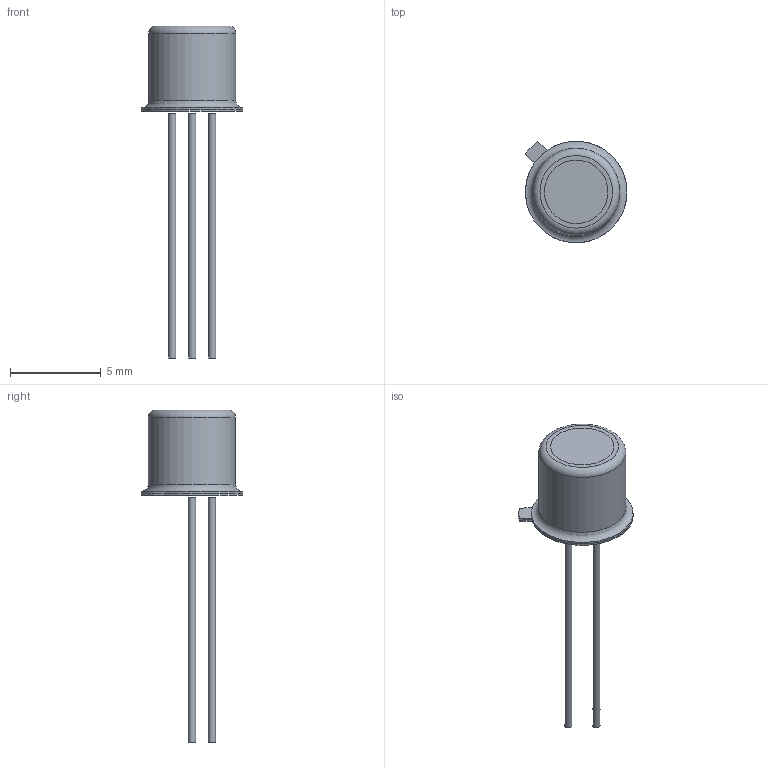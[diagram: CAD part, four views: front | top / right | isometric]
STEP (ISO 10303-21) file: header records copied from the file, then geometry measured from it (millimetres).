
FILE_DESCRIPTION(/* description */ (''),/* implementation_level */ '2;1');
FILE_NAME(/* name */ 'AL137_NEW.step',/* time_stamp */ '2021-08-20T17:08:17+03:00',/* author */ (''),/* organization */ (''),/* preprocessor_version */ 'ST-DEVELOPER v18.1',/* originating_system */ 'Autodesk Translation Framework v10.9.0.1377',/* authorisation */ '');
FILE_SCHEMA (('AUTOMOTIVE_DESIGN { 1 0 10303 214 3 1 1 }'));
Length unit declared in the file: millimetre
Products named in the file (1): AL137_NEW
Bounding box: 5.62 x 5.59 x 18.3 mm (x, y, z)
Volume: 57.9 mm3; surface area: 288.4 mm2
Topology: 7 solids, 7 shells, 35 faces, 59 edges, 39 vertices
Faces by surface type: plane 21, cylinder 12, torus 2
Full cylindrical faces by diameter (mm): 0.4 x3, 3.5 x2, 4.8 x1
Entity records: 889 total; most frequent: DIRECTION 158, CARTESIAN_POINT 152, ORIENTED_EDGE 118, AXIS2_PLACEMENT_3D 65, EDGE_CURVE 59, VERTEX_POINT 39, EDGE_LOOP 36, FACE_OUTER_BOUND 35
